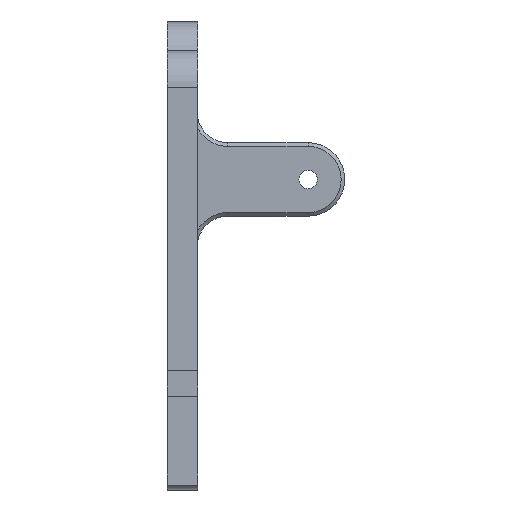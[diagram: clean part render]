
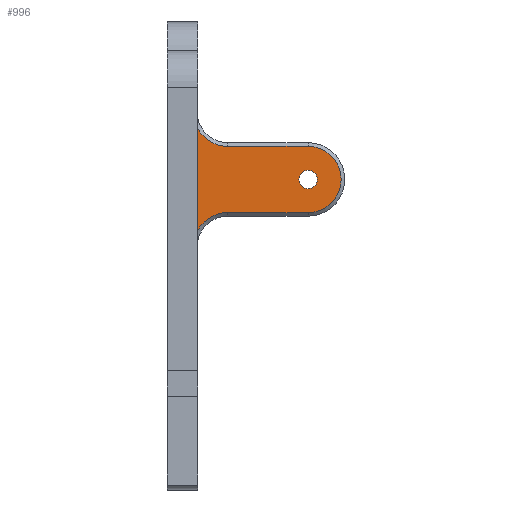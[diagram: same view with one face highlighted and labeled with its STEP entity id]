
A CAD part, left-side view. The second image highlights one B-rep face of the part: STEP entity #996.
In plain terms, the highlighted planar face has unit normal (-1, 0, 0).
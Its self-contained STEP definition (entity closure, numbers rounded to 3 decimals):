
#14 = EDGE_CURVE ( 'NONE', #2169, #603, #4769, .T. ) ;
#52 = AXIS2_PLACEMENT_3D ( 'NONE', #4311, #2759, #3858 ) ;
#106 = VECTOR ( 'NONE', #6673, 1000. ) ;
#276 = VERTEX_POINT ( 'NONE', #564 ) ;
#358 = FACE_BOUND ( 'NONE', #6552, .T. ) ;
#399 = DIRECTION ( 'NONE',  ( 0., 0., -1. ) ) ;
#564 = CARTESIAN_POINT ( 'NONE',  ( -27.027, 0.688, 115.396 ) ) ;
#603 = VERTEX_POINT ( 'NONE', #4911 ) ;
#709 = CIRCLE ( 'NONE', #5119, 5.6 ) ;
#754 = DIRECTION ( 'NONE',  ( 1., 0., 0. ) ) ;
#758 = CIRCLE ( 'NONE', #4843, 5.6 ) ;
#779 = VECTOR ( 'NONE', #399, 1000. ) ;
#882 = EDGE_CURVE ( 'NONE', #5606, #3547, #3870, .T. ) ;
#996 = ADVANCED_FACE ( 'NONE', ( #1734, #358 ), #4560, .F. ) ;
#1086 = ORIENTED_EDGE ( 'NONE', *, *, #882, .T. ) ;
#1420 = CARTESIAN_POINT ( 'NONE',  ( -27.027, -17.312, 123.683 ) ) ;
#1424 = ORIENTED_EDGE ( 'NONE', *, *, #3992, .T. ) ;
#1543 = CARTESIAN_POINT ( 'NONE',  ( -27.027, -4.211, 134.683 ) ) ;
#1718 = CARTESIAN_POINT ( 'NONE',  ( -27.027, -17.312, 123.683 ) ) ;
#1734 = FACE_OUTER_BOUND ( 'NONE', #2952, .T. ) ;
#1940 = DIRECTION ( 'NONE',  ( 1., 0., 0. ) ) ;
#1949 = ORIENTED_EDGE ( 'NONE', *, *, #2101, .T. ) ;
#2069 = CARTESIAN_POINT ( 'NONE',  ( -27.027, -4.211, 112.683 ) ) ;
#2101 = EDGE_CURVE ( 'NONE', #276, #5606, #709, .T. ) ;
#2169 = VERTEX_POINT ( 'NONE', #2527 ) ;
#2178 = AXIS2_PLACEMENT_3D ( 'NONE', #6744, #4096, #5785 ) ;
#2195 = CARTESIAN_POINT ( 'NONE',  ( -27.027, 0.688, 131.97 ) ) ;
#2458 = EDGE_CURVE ( 'NONE', #603, #2169, #4308, .T. ) ;
#2527 = CARTESIAN_POINT ( 'NONE',  ( -27.027, -17.312, 122.183 ) ) ;
#2759 = DIRECTION ( 'NONE',  ( -1., 0., 0. ) ) ;
#2910 = VERTEX_POINT ( 'NONE', #3576 ) ;
#2952 = EDGE_LOOP ( 'NONE', ( #4527, #1949, #1086, #3699, #5784, #1424 ) ) ;
#3049 = DIRECTION ( 'NONE',  ( 0., 0., 1. ) ) ;
#3107 = LINE ( 'NONE', #4999, #4001 ) ;
#3547 = VERTEX_POINT ( 'NONE', #3806 ) ;
#3562 = DIRECTION ( 'NONE',  ( 1., 0., 0. ) ) ;
#3576 = CARTESIAN_POINT ( 'NONE',  ( -27.027, -4.211, 129.083 ) ) ;
#3699 = ORIENTED_EDGE ( 'NONE', *, *, #4807, .T. ) ;
#3735 = ORIENTED_EDGE ( 'NONE', *, *, #2458, .F. ) ;
#3806 = CARTESIAN_POINT ( 'NONE',  ( -27.027, -17.312, 118.283 ) ) ;
#3858 = DIRECTION ( 'NONE',  ( 0., 0., -1. ) ) ;
#3870 = LINE ( 'NONE', #4012, #106 ) ;
#3888 = CIRCLE ( 'NONE', #4281, 5.4 ) ;
#3992 = EDGE_CURVE ( 'NONE', #2910, #5495, #758, .T. ) ;
#4001 = VECTOR ( 'NONE', #5522, 1000. ) ;
#4012 = CARTESIAN_POINT ( 'NONE',  ( -27.027, -17.312, 118.283 ) ) ;
#4083 = ORIENTED_EDGE ( 'NONE', *, *, #14, .F. ) ;
#4096 = DIRECTION ( 'NONE',  ( -1., 0., 0. ) ) ;
#4107 = CARTESIAN_POINT ( 'NONE',  ( -27.027, 0.688, 129.683 ) ) ;
#4181 = DIRECTION ( 'NONE',  ( 0., 0., 1. ) ) ;
#4281 = AXIS2_PLACEMENT_3D ( 'NONE', #1718, #5384, #6389 ) ;
#4308 = CIRCLE ( 'NONE', #52, 1.5 ) ;
#4311 = CARTESIAN_POINT ( 'NONE',  ( -27.027, -17.312, 123.683 ) ) ;
#4527 = ORIENTED_EDGE ( 'NONE', *, *, #4593, .T. ) ;
#4560 = PLANE ( 'NONE',  #5205 ) ;
#4593 = EDGE_CURVE ( 'NONE', #5495, #276, #4624, .T. ) ;
#4624 = LINE ( 'NONE', #4107, #779 ) ;
#4631 = VERTEX_POINT ( 'NONE', #5251 ) ;
#4672 = DIRECTION ( 'NONE',  ( 0., 0., 1. ) ) ;
#4769 = CIRCLE ( 'NONE', #2178, 1.5 ) ;
#4807 = EDGE_CURVE ( 'NONE', #3547, #4631, #3888, .T. ) ;
#4843 = AXIS2_PLACEMENT_3D ( 'NONE', #1543, #3562, #4672 ) ;
#4911 = CARTESIAN_POINT ( 'NONE',  ( -27.027, -17.312, 125.183 ) ) ;
#4999 = CARTESIAN_POINT ( 'NONE',  ( -27.027, -4.211, 129.083 ) ) ;
#5119 = AXIS2_PLACEMENT_3D ( 'NONE', #2069, #754, #3049 ) ;
#5205 = AXIS2_PLACEMENT_3D ( 'NONE', #1420, #1940, #4181 ) ;
#5251 = CARTESIAN_POINT ( 'NONE',  ( -27.027, -17.312, 129.083 ) ) ;
#5384 = DIRECTION ( 'NONE',  ( -1., 0., 0. ) ) ;
#5463 = CARTESIAN_POINT ( 'NONE',  ( -27.027, -4.211, 118.283 ) ) ;
#5495 = VERTEX_POINT ( 'NONE', #2195 ) ;
#5522 = DIRECTION ( 'NONE',  ( 0., 1., 0. ) ) ;
#5606 = VERTEX_POINT ( 'NONE', #5463 ) ;
#5780 = EDGE_CURVE ( 'NONE', #4631, #2910, #3107, .T. ) ;
#5784 = ORIENTED_EDGE ( 'NONE', *, *, #5780, .T. ) ;
#5785 = DIRECTION ( 'NONE',  ( 0., 0., -1. ) ) ;
#6389 = DIRECTION ( 'NONE',  ( 0., 0., 1. ) ) ;
#6552 = EDGE_LOOP ( 'NONE', ( #4083, #3735 ) ) ;
#6673 = DIRECTION ( 'NONE',  ( 0., -1., 0. ) ) ;
#6744 = CARTESIAN_POINT ( 'NONE',  ( -27.027, -17.312, 123.683 ) ) ;
